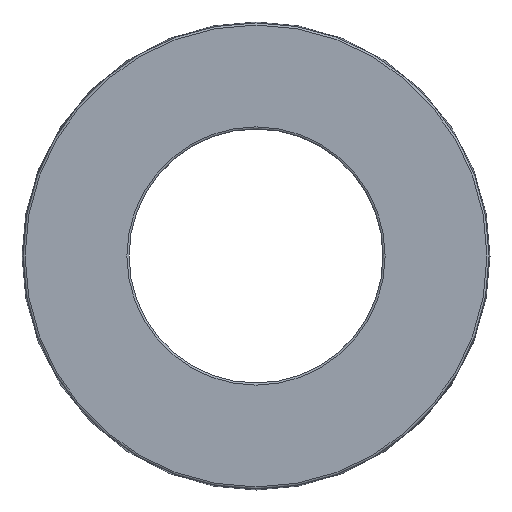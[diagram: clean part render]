
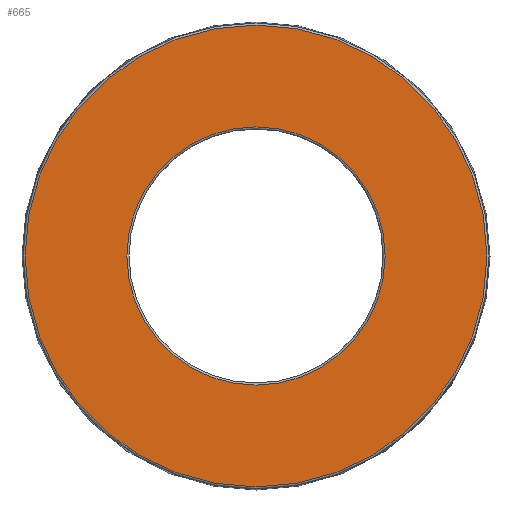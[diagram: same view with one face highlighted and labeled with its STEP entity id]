
A CAD part, front view. The second image highlights one B-rep face of the part: STEP entity #665.
In plain terms, the highlighted face is planar.
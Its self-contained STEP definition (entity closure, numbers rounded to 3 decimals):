
#96=FACE_BOUND('',#162,.T.);
#121=FACE_OUTER_BOUND('',#161,.T.);
#161=EDGE_LOOP('',(#561,#562));
#162=EDGE_LOOP('',(#563,#564));
#234=CIRCLE('',#835,31.824);
#235=CIRCLE('',#836,31.824);
#237=CIRCLE('',#839,17.8);
#238=CIRCLE('',#840,17.8);
#311=VERTEX_POINT('',#1335);
#312=VERTEX_POINT('',#1336);
#313=VERTEX_POINT('',#1341);
#314=VERTEX_POINT('',#1342);
#399=EDGE_CURVE('',#311,#312,#234,.T.);
#400=EDGE_CURVE('',#312,#311,#235,.T.);
#402=EDGE_CURVE('',#313,#314,#237,.T.);
#403=EDGE_CURVE('',#314,#313,#238,.T.);
#561=ORIENTED_EDGE('',*,*,#399,.T.);
#562=ORIENTED_EDGE('',*,*,#400,.T.);
#563=ORIENTED_EDGE('',*,*,#402,.F.);
#564=ORIENTED_EDGE('',*,*,#403,.F.);
#640=PLANE('',#838);
#665=ADVANCED_FACE('',(#121,#96),#640,.T.);
#835=AXIS2_PLACEMENT_3D('',#1337,#1045,#1046);
#836=AXIS2_PLACEMENT_3D('',#1338,#1047,#1048);
#838=AXIS2_PLACEMENT_3D('',#1340,#1051,#1052);
#839=AXIS2_PLACEMENT_3D('',#1343,#1053,#1054);
#840=AXIS2_PLACEMENT_3D('',#1344,#1055,#1056);
#1045=DIRECTION('center_axis',(0.,1.,0.));
#1046=DIRECTION('ref_axis',(-1.,0.,0.));
#1047=DIRECTION('center_axis',(0.,1.,0.));
#1048=DIRECTION('ref_axis',(-1.,0.,0.));
#1051=DIRECTION('center_axis',(0.,1.,0.));
#1052=DIRECTION('ref_axis',(0.,0.,1.));
#1053=DIRECTION('center_axis',(0.,1.,0.));
#1054=DIRECTION('ref_axis',(-1.,0.,0.));
#1055=DIRECTION('center_axis',(0.,1.,0.));
#1056=DIRECTION('ref_axis',(-1.,0.,0.));
#1335=CARTESIAN_POINT('',(-31.824,15.5,0.));
#1336=CARTESIAN_POINT('',(0.,15.5,-31.824));
#1337=CARTESIAN_POINT('Origin',(0.,15.5,0.));
#1338=CARTESIAN_POINT('Origin',(0.,15.5,0.));
#1340=CARTESIAN_POINT('Origin',(-24.812,15.5,0.));
#1341=CARTESIAN_POINT('',(-17.8,15.5,0.));
#1342=CARTESIAN_POINT('',(0.,15.5,-17.8));
#1343=CARTESIAN_POINT('Origin',(0.,15.5,0.));
#1344=CARTESIAN_POINT('Origin',(0.,15.5,0.));
